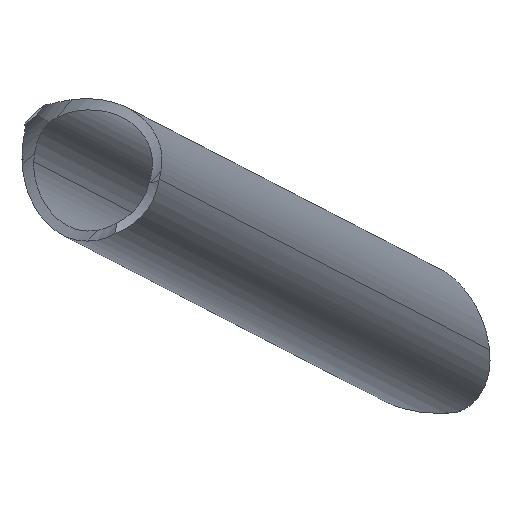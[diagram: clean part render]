
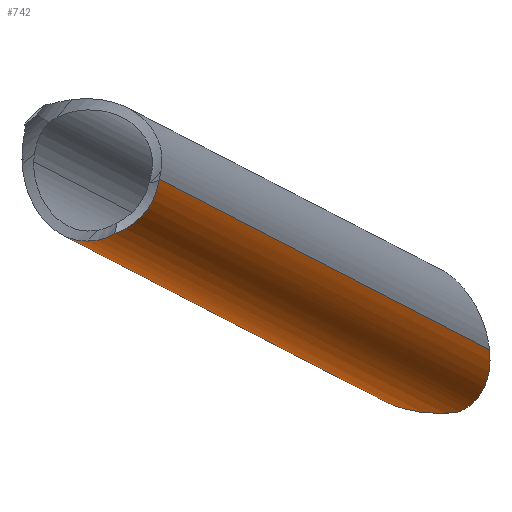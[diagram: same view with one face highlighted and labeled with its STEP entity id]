
A CAD part, isometric view. The second image highlights one B-rep face of the part: STEP entity #742.
In plain terms, the highlighted cylindrical face has radius 10 mm (diameter 20 mm), a partial arc.
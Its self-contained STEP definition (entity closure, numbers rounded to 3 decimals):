
#198=CARTESIAN_POINT('Vertex',(-2096.168,193.959,275.928)) ;
#202=CARTESIAN_POINT('Control Point',(-2095.982,194.067,276.009)) ;
#203=CARTESIAN_POINT('Control Point',(-2096.044,194.03,275.982)) ;
#204=CARTESIAN_POINT('Control Point',(-2096.106,193.994,275.955)) ;
#205=CARTESIAN_POINT('Control Point',(-2096.168,193.959,275.928)) ;
#206=CARTESIAN_POINT('Vertex',(-2095.982,194.067,276.009)) ;
#228=CARTESIAN_POINT('Control Point',(-2103.831,195.019,270.109)) ;
#229=CARTESIAN_POINT('Control Point',(-2101.957,194.227,270.387)) ;
#230=CARTESIAN_POINT('Control Point',(-2100.063,193.643,271.114)) ;
#231=CARTESIAN_POINT('Control Point',(-2098.282,193.374,272.405)) ;
#232=CARTESIAN_POINT('Control Point',(-2096.985,193.522,274.096)) ;
#233=CARTESIAN_POINT('Control Point',(-2096.168,193.959,275.928)) ;
#234=CARTESIAN_POINT('Vertex',(-2103.831,195.019,270.109)) ;
#382=CARTESIAN_POINT('Vertex',(-2105.615,211.606,275.47)) ;
#386=CARTESIAN_POINT('Control Point',(-2105.615,211.606,275.47)) ;
#387=CARTESIAN_POINT('Control Point',(-2105.6,211.615,275.183)) ;
#388=CARTESIAN_POINT('Control Point',(-2105.586,211.615,274.895)) ;
#389=CARTESIAN_POINT('Control Point',(-2105.572,211.608,274.608)) ;
#390=CARTESIAN_POINT('Vertex',(-2105.572,211.608,274.608)) ;
#422=CARTESIAN_POINT('Vertex',(-2104.966,199.321,267.247)) ;
#426=CARTESIAN_POINT('Control Point',(-2103.831,195.019,270.109)) ;
#427=CARTESIAN_POINT('Control Point',(-2104.143,195.934,269.193)) ;
#428=CARTESIAN_POINT('Control Point',(-2104.414,196.966,268.381)) ;
#429=CARTESIAN_POINT('Control Point',(-2104.69,198.103,267.711)) ;
#430=CARTESIAN_POINT('Control Point',(-2104.966,199.321,267.247)) ;
#449=CARTESIAN_POINT('Vertex',(-1936.56,294.016,106.425)) ;
#496=CARTESIAN_POINT('Vertex',(-1935.774,288.856,119.268)) ;
#500=CARTESIAN_POINT('Control Point',(-1936.56,294.016,106.425)) ;
#501=CARTESIAN_POINT('Control Point',(-1936.304,293.718,106.673)) ;
#502=CARTESIAN_POINT('Control Point',(-1936.061,293.431,106.95)) ;
#503=CARTESIAN_POINT('Control Point',(-1935.839,293.158,107.256)) ;
#504=CARTESIAN_POINT('Control Point',(-1935.433,292.628,107.935)) ;
#505=CARTESIAN_POINT('Control Point',(-1935.133,292.151,108.704)) ;
#506=CARTESIAN_POINT('Control Point',(-1935.01,291.922,109.114)) ;
#507=CARTESIAN_POINT('Control Point',(-1934.803,291.457,110.027)) ;
#508=CARTESIAN_POINT('Control Point',(-1934.709,291.045,110.984)) ;
#509=CARTESIAN_POINT('Control Point',(-1934.687,290.839,111.506)) ;
#510=CARTESIAN_POINT('Control Point',(-1934.69,290.161,113.346)) ;
#511=CARTESIAN_POINT('Control Point',(-1934.931,289.627,115.227)) ;
#512=CARTESIAN_POINT('Control Point',(-1935.169,289.306,116.57)) ;
#513=CARTESIAN_POINT('Control Point',(-1935.454,289.045,117.918)) ;
#514=CARTESIAN_POINT('Control Point',(-1935.774,288.856,119.268)) ;
#590=CARTESIAN_POINT('Control Point',(-2104.966,199.321,267.247)) ;
#591=CARTESIAN_POINT('Control Point',(-2105.011,200.176,266.824)) ;
#592=CARTESIAN_POINT('Control Point',(-2105.049,201.066,266.471)) ;
#593=CARTESIAN_POINT('Control Point',(-2105.084,201.99,266.204)) ;
#594=CARTESIAN_POINT('Control Point',(-2105.14,203.674,265.922)) ;
#595=CARTESIAN_POINT('Control Point',(-2105.192,205.369,266.054)) ;
#596=CARTESIAN_POINT('Control Point',(-2105.214,206.1,266.2)) ;
#597=CARTESIAN_POINT('Control Point',(-2105.255,207.43,266.664)) ;
#598=CARTESIAN_POINT('Control Point',(-2105.296,208.592,267.456)) ;
#599=CARTESIAN_POINT('Control Point',(-2105.316,209.089,267.898)) ;
#600=CARTESIAN_POINT('Control Point',(-2105.361,210.093,269.032)) ;
#601=CARTESIAN_POINT('Control Point',(-2105.408,210.792,270.382)) ;
#602=CARTESIAN_POINT('Control Point',(-2105.435,211.089,271.185)) ;
#603=CARTESIAN_POINT('Control Point',(-2105.477,211.392,272.353)) ;
#604=CARTESIAN_POINT('Control Point',(-2105.525,211.544,273.545)) ;
#605=CARTESIAN_POINT('Control Point',(-2105.54,211.577,273.899)) ;
#606=CARTESIAN_POINT('Control Point',(-2105.556,211.598,274.253)) ;
#607=CARTESIAN_POINT('Control Point',(-2105.572,211.608,274.608)) ;
#623=CARTESIAN_POINT('Control Point',(-1936.56,294.016,106.425)) ;
#624=CARTESIAN_POINT('Control Point',(-1937.531,293.973,106.788)) ;
#625=CARTESIAN_POINT('Control Point',(-1938.486,293.945,107.192)) ;
#626=CARTESIAN_POINT('Control Point',(-1939.43,293.945,107.621)) ;
#627=CARTESIAN_POINT('Vertex',(-1939.43,293.945,107.621)) ;
#642=CARTESIAN_POINT('Control Point',(-1939.43,293.945,107.621)) ;
#643=CARTESIAN_POINT('Control Point',(-1940.299,293.945,108.016)) ;
#644=CARTESIAN_POINT('Control Point',(-1941.159,293.964,108.43)) ;
#645=CARTESIAN_POINT('Control Point',(-1942.008,294.007,108.859)) ;
#646=CARTESIAN_POINT('Control Point',(-1943.791,294.154,109.805)) ;
#647=CARTESIAN_POINT('Control Point',(-1945.515,294.446,110.824)) ;
#648=CARTESIAN_POINT('Control Point',(-1946.399,294.648,111.381)) ;
#649=CARTESIAN_POINT('Control Point',(-1947.924,295.111,112.411)) ;
#650=CARTESIAN_POINT('Control Point',(-1949.284,295.833,113.512)) ;
#651=CARTESIAN_POINT('Control Point',(-1949.839,296.21,114.01)) ;
#652=CARTESIAN_POINT('Control Point',(-1950.561,296.888,114.765)) ;
#653=CARTESIAN_POINT('Control Point',(-1951.017,297.766,115.498)) ;
#654=CARTESIAN_POINT('Control Point',(-1951.132,298.078,115.735)) ;
#655=CARTESIAN_POINT('Control Point',(-1951.257,298.655,116.126)) ;
#656=CARTESIAN_POINT('Control Point',(-1951.247,299.27,116.469)) ;
#657=CARTESIAN_POINT('Control Point',(-1951.218,299.536,116.604)) ;
#658=CARTESIAN_POINT('Control Point',(-1951.06,300.338,116.975)) ;
#659=CARTESIAN_POINT('Control Point',(-1950.711,301.131,117.241)) ;
#660=CARTESIAN_POINT('Control Point',(-1950.411,301.642,117.372)) ;
#661=CARTESIAN_POINT('Control Point',(-1949.565,302.844,117.604)) ;
#662=CARTESIAN_POINT('Control Point',(-1948.519,303.909,117.649)) ;
#663=CARTESIAN_POINT('Control Point',(-1947.859,304.5,117.63)) ;
#664=CARTESIAN_POINT('Control Point',(-1946.636,305.487,117.53)) ;
#665=CARTESIAN_POINT('Control Point',(-1945.353,306.376,117.333)) ;
#666=CARTESIAN_POINT('Control Point',(-1944.784,306.747,117.232)) ;
#667=CARTESIAN_POINT('Control Point',(-1944.209,307.104,117.116)) ;
#668=CARTESIAN_POINT('Control Point',(-1943.628,307.448,116.987)) ;
#669=CARTESIAN_POINT('Vertex',(-1943.628,307.448,116.987)) ;
#715=CARTESIAN_POINT('Axis2P3D Location',(-2017.058,252.383,193.811)) ;
#720=CARTESIAN_POINT('Line Origine',(-2022.15,260.989,193.811)) ;
#725=CARTESIAN_POINT('Line Origine',(-2011.966,243.776,193.811)) ;
#716=DIRECTION('Axis2P3D Direction',(-0.658,-0.39,0.644)) ;
#717=DIRECTION('Axis2P3D XDirection',(-0.509,0.861,0.)) ;
#721=DIRECTION('Vector Direction',(-0.658,-0.39,0.644)) ;
#726=DIRECTION('Vector Direction',(-0.658,-0.39,0.644)) ;
#718=AXIS2_PLACEMENT_3D('Cylinder Axis2P3D',#715,#716,#717) ;
#731=ORIENTED_EDGE('',*,*,#608,.T.) ;
#732=ORIENTED_EDGE('',*,*,#392,.F.) ;
#733=ORIENTED_EDGE('',*,*,#724,.F.) ;
#734=ORIENTED_EDGE('',*,*,#671,.F.) ;
#735=ORIENTED_EDGE('',*,*,#629,.F.) ;
#736=ORIENTED_EDGE('',*,*,#515,.T.) ;
#737=ORIENTED_EDGE('',*,*,#729,.T.) ;
#738=ORIENTED_EDGE('',*,*,#208,.T.) ;
#739=ORIENTED_EDGE('',*,*,#236,.F.) ;
#740=ORIENTED_EDGE('',*,*,#431,.T.) ;
#722=VECTOR('Line Direction',#721,1.) ;
#727=VECTOR('Line Direction',#726,1.) ;
#742=ADVANCED_FACE('Corps principal',(#741),#719,.T.) ;
#201=B_SPLINE_CURVE_WITH_KNOTS('',3,(#202,#203,#204,#205),.UNSPECIFIED.,.F.,.U.,(4,4),(0.,0.325),.UNSPECIFIED.) ;
#227=B_SPLINE_CURVE_WITH_KNOTS('',5,(#228,#229,#230,#231,#232,#233),.UNSPECIFIED.,.F.,.U.,(6,6),(12.379,26.897),.UNSPECIFIED.) ;
#385=B_SPLINE_CURVE_WITH_KNOTS('',3,(#386,#387,#388,#389),.UNSPECIFIED.,.F.,.U.,(4,4),(0.,1.22),.UNSPECIFIED.) ;
#425=B_SPLINE_CURVE_WITH_KNOTS('',4,(#426,#427,#428,#429,#430),.UNSPECIFIED.,.F.,.U.,(5,5),(0.82,8.353),.UNSPECIFIED.) ;
#499=B_SPLINE_CURVE_WITH_KNOTS('',5,(#500,#501,#502,#503,#504,#505,#506,#507,#508,#509,#510,#511,#512,#513,#514),.UNSPECIFIED.,.F.,.U.,(6,3,3,3,6),(14.459,17.751,21.173,25.13,35.03),.UNSPECIFIED.) ;
#589=B_SPLINE_CURVE_WITH_KNOTS('',5,(#590,#591,#592,#593,#594,#595,#596,#597,#598,#599,#600,#601,#602,#603,#604,#605,#606,#607),.UNSPECIFIED.,.F.,.U.,(6,3,3,3,3,6),(24.584,31.338,36.547,41.21,47.198,49.711),.UNSPECIFIED.) ;
#622=B_SPLINE_CURVE_WITH_KNOTS('',3,(#623,#624,#625,#626),.UNSPECIFIED.,.F.,.U.,(4,4),(1.52,5.919),.UNSPECIFIED.) ;
#641=B_SPLINE_CURVE_WITH_KNOTS('',5,(#642,#643,#644,#645,#646,#647,#648,#649,#650,#651,#652,#653,#654,#655,#656,#657,#658,#659,#660,#661,#662,#663,#664,#665,#666,#667,#668),.UNSPECIFIED.,.F.,.U.,(6,3,3,3,3,3,3,3,6),(0.,6.745,14.294,20.102,22.964,25.068,29.29,35.549,40.406),.UNSPECIFIED.) ;
#719=CYLINDRICAL_SURFACE('generated cylinder',#718,10.) ;
#208=EDGE_CURVE('',#207,#199,#201,.T.) ;
#236=EDGE_CURVE('',#235,#199,#227,.T.) ;
#392=EDGE_CURVE('',#383,#391,#385,.T.) ;
#431=EDGE_CURVE('',#235,#423,#425,.T.) ;
#515=EDGE_CURVE('',#450,#497,#499,.T.) ;
#608=EDGE_CURVE('',#423,#391,#589,.T.) ;
#629=EDGE_CURVE('',#450,#628,#622,.T.) ;
#671=EDGE_CURVE('',#628,#670,#641,.T.) ;
#724=EDGE_CURVE('',#670,#383,#723,.T.) ;
#729=EDGE_CURVE('',#497,#207,#728,.T.) ;
#730=EDGE_LOOP('',(#731,#732,#733,#734,#735,#736,#737,#738,#739,#740)) ;
#741=FACE_OUTER_BOUND('',#730,.T.) ;
#723=LINE('Line',#720,#722) ;
#728=LINE('Line',#725,#727) ;
#199=VERTEX_POINT('',#198) ;
#207=VERTEX_POINT('',#206) ;
#235=VERTEX_POINT('',#234) ;
#383=VERTEX_POINT('',#382) ;
#391=VERTEX_POINT('',#390) ;
#423=VERTEX_POINT('',#422) ;
#450=VERTEX_POINT('',#449) ;
#497=VERTEX_POINT('',#496) ;
#628=VERTEX_POINT('',#627) ;
#670=VERTEX_POINT('',#669) ;
